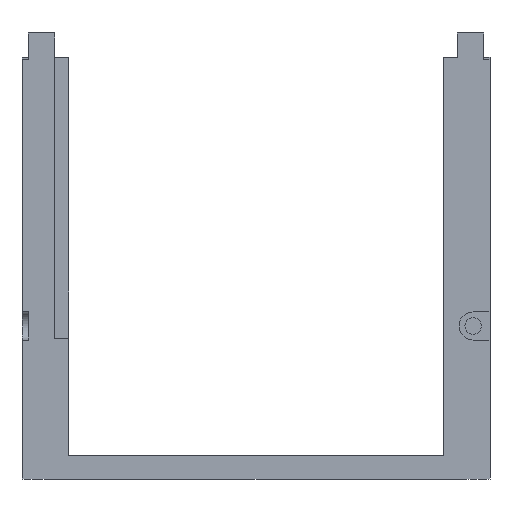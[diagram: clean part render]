
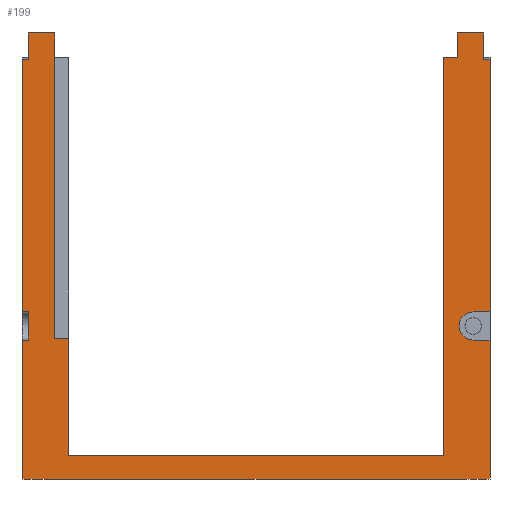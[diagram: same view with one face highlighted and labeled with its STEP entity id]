
A CAD part, left-side view. The second image highlights one B-rep face of the part: STEP entity #199.
In plain terms, the highlighted planar face has unit normal (-1, 0, 0).
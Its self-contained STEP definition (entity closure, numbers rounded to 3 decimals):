
#21 = EDGE_CURVE('',#22,#24,#26,.T.);
#22 = VERTEX_POINT('',#23);
#23 = CARTESIAN_POINT('',(-50.,50.,0.));
#24 = VERTEX_POINT('',#25);
#25 = CARTESIAN_POINT('',(-50.,-50.,0.));
#26 = LINE('',#27,#28);
#27 = CARTESIAN_POINT('',(-50.,50.,0.));
#28 = VECTOR('',#29,1.);
#29 = DIRECTION('',(0.,-1.,0.));
#199 = ADVANCED_FACE('',(#200),#386,.T.);
#200 = FACE_BOUND('',#201,.T.);
#201 = EDGE_LOOP('',(#202,#210,#211,#219,#227,#236,#244,#252,#260,#268,
    #276,#284,#292,#300,#308,#316,#324,#332,#340,#348,#356,#364,#372,
    #380));
#202 = ORIENTED_EDGE('',*,*,#203,.F.);
#203 = EDGE_CURVE('',#22,#204,#206,.T.);
#204 = VERTEX_POINT('',#205);
#205 = CARTESIAN_POINT('',(-50.,50.,29.7));
#206 = LINE('',#207,#208);
#207 = CARTESIAN_POINT('',(-50.,50.,90.1));
#208 = VECTOR('',#209,1.);
#209 = DIRECTION('',(0.,0.,1.));
#210 = ORIENTED_EDGE('',*,*,#21,.T.);
#211 = ORIENTED_EDGE('',*,*,#212,.T.);
#212 = EDGE_CURVE('',#24,#213,#215,.T.);
#213 = VERTEX_POINT('',#214);
#214 = CARTESIAN_POINT('',(-50.,-50.,29.7));
#215 = LINE('',#216,#217);
#216 = CARTESIAN_POINT('',(-50.,-50.,0.));
#217 = VECTOR('',#218,1.);
#218 = DIRECTION('',(0.,0.,1.));
#219 = ORIENTED_EDGE('',*,*,#220,.T.);
#220 = EDGE_CURVE('',#213,#221,#223,.T.);
#221 = VERTEX_POINT('',#222);
#222 = CARTESIAN_POINT('',(-50.,-46.4,29.7));
#223 = LINE('',#224,#225);
#224 = CARTESIAN_POINT('',(-50.,-50.,29.7));
#225 = VECTOR('',#226,1.);
#226 = DIRECTION('',(0.,1.,0.));
#227 = ORIENTED_EDGE('',*,*,#228,.F.);
#228 = EDGE_CURVE('',#229,#221,#231,.T.);
#229 = VERTEX_POINT('',#230);
#230 = CARTESIAN_POINT('',(-50.,-46.4,35.7));
#231 = CIRCLE('',#232,3.);
#232 = AXIS2_PLACEMENT_3D('',#233,#234,#235);
#233 = CARTESIAN_POINT('',(-50.,-46.4,32.7));
#234 = DIRECTION('',(-1.,0.,0.));
#235 = DIRECTION('',(0.,-1.,0.));
#236 = ORIENTED_EDGE('',*,*,#237,.T.);
#237 = EDGE_CURVE('',#229,#238,#240,.T.);
#238 = VERTEX_POINT('',#239);
#239 = CARTESIAN_POINT('',(-50.,-50.,35.7));
#240 = LINE('',#241,#242);
#241 = CARTESIAN_POINT('',(-50.,-46.4,35.7));
#242 = VECTOR('',#243,1.);
#243 = DIRECTION('',(0.,-1.,0.));
#244 = ORIENTED_EDGE('',*,*,#245,.T.);
#245 = EDGE_CURVE('',#238,#246,#248,.T.);
#246 = VERTEX_POINT('',#247);
#247 = CARTESIAN_POINT('',(-50.,-50.,89.7));
#248 = LINE('',#249,#250);
#249 = CARTESIAN_POINT('',(-50.,-50.,0.));
#250 = VECTOR('',#251,1.);
#251 = DIRECTION('',(0.,0.,1.));
#252 = ORIENTED_EDGE('',*,*,#253,.T.);
#253 = EDGE_CURVE('',#246,#254,#256,.T.);
#254 = VERTEX_POINT('',#255);
#255 = CARTESIAN_POINT('',(-50.,-48.7,89.7));
#256 = LINE('',#257,#258);
#257 = CARTESIAN_POINT('',(-50.,-50.,89.7));
#258 = VECTOR('',#259,1.);
#259 = DIRECTION('',(0.,1.,0.));
#260 = ORIENTED_EDGE('',*,*,#261,.T.);
#261 = EDGE_CURVE('',#254,#262,#264,.T.);
#262 = VERTEX_POINT('',#263);
#263 = CARTESIAN_POINT('',(-50.,-48.7,95.3));
#264 = LINE('',#265,#266);
#265 = CARTESIAN_POINT('',(-50.,-48.7,89.7));
#266 = VECTOR('',#267,1.);
#267 = DIRECTION('',(0.,0.,1.));
#268 = ORIENTED_EDGE('',*,*,#269,.T.);
#269 = EDGE_CURVE('',#262,#270,#272,.T.);
#270 = VERTEX_POINT('',#271);
#271 = CARTESIAN_POINT('',(-50.,-43.,95.3));
#272 = LINE('',#273,#274);
#273 = CARTESIAN_POINT('',(-50.,-50.,95.3));
#274 = VECTOR('',#275,1.);
#275 = DIRECTION('',(0.,1.,0.));
#276 = ORIENTED_EDGE('',*,*,#277,.F.);
#277 = EDGE_CURVE('',#278,#270,#280,.T.);
#278 = VERTEX_POINT('',#279);
#279 = CARTESIAN_POINT('',(-50.,-43.,90.1));
#280 = LINE('',#281,#282);
#281 = CARTESIAN_POINT('',(-50.,-43.,90.1));
#282 = VECTOR('',#283,1.);
#283 = DIRECTION('',(0.,0.,1.));
#284 = ORIENTED_EDGE('',*,*,#285,.T.);
#285 = EDGE_CURVE('',#278,#286,#288,.T.);
#286 = VERTEX_POINT('',#287);
#287 = CARTESIAN_POINT('',(-50.,-40.,90.1));
#288 = LINE('',#289,#290);
#289 = CARTESIAN_POINT('',(-50.,-50.,90.1));
#290 = VECTOR('',#291,1.);
#291 = DIRECTION('',(0.,1.,0.));
#292 = ORIENTED_EDGE('',*,*,#293,.F.);
#293 = EDGE_CURVE('',#294,#286,#296,.T.);
#294 = VERTEX_POINT('',#295);
#295 = CARTESIAN_POINT('',(-50.,-40.,5.));
#296 = LINE('',#297,#298);
#297 = CARTESIAN_POINT('',(-50.,-40.,30.1));
#298 = VECTOR('',#299,1.);
#299 = DIRECTION('',(0.,0.,1.));
#300 = ORIENTED_EDGE('',*,*,#301,.F.);
#301 = EDGE_CURVE('',#302,#294,#304,.T.);
#302 = VERTEX_POINT('',#303);
#303 = CARTESIAN_POINT('',(-50.,40.,5.));
#304 = LINE('',#305,#306);
#305 = CARTESIAN_POINT('',(-50.,50.,5.));
#306 = VECTOR('',#307,1.);
#307 = DIRECTION('',(0.,-1.,0.));
#308 = ORIENTED_EDGE('',*,*,#309,.T.);
#309 = EDGE_CURVE('',#302,#310,#312,.T.);
#310 = VERTEX_POINT('',#311);
#311 = CARTESIAN_POINT('',(-50.,40.,30.1));
#312 = LINE('',#313,#314);
#313 = CARTESIAN_POINT('',(-50.,40.,5.));
#314 = VECTOR('',#315,1.);
#315 = DIRECTION('',(0.,0.,1.));
#316 = ORIENTED_EDGE('',*,*,#317,.T.);
#317 = EDGE_CURVE('',#310,#318,#320,.T.);
#318 = VERTEX_POINT('',#319);
#319 = CARTESIAN_POINT('',(-50.,43.,30.1));
#320 = LINE('',#321,#322);
#321 = CARTESIAN_POINT('',(-50.,40.,30.1));
#322 = VECTOR('',#323,1.);
#323 = DIRECTION('',(0.,1.,0.));
#324 = ORIENTED_EDGE('',*,*,#325,.T.);
#325 = EDGE_CURVE('',#318,#326,#328,.T.);
#326 = VERTEX_POINT('',#327);
#327 = CARTESIAN_POINT('',(-50.,43.,95.3));
#328 = LINE('',#329,#330);
#329 = CARTESIAN_POINT('',(-50.,43.,30.1));
#330 = VECTOR('',#331,1.);
#331 = DIRECTION('',(0.,0.,1.));
#332 = ORIENTED_EDGE('',*,*,#333,.T.);
#333 = EDGE_CURVE('',#326,#334,#336,.T.);
#334 = VERTEX_POINT('',#335);
#335 = CARTESIAN_POINT('',(-50.,48.7,95.3));
#336 = LINE('',#337,#338);
#337 = CARTESIAN_POINT('',(-50.,43.,95.3));
#338 = VECTOR('',#339,1.);
#339 = DIRECTION('',(0.,1.,0.));
#340 = ORIENTED_EDGE('',*,*,#341,.T.);
#341 = EDGE_CURVE('',#334,#342,#344,.T.);
#342 = VERTEX_POINT('',#343);
#343 = CARTESIAN_POINT('',(-50.,48.7,89.7));
#344 = LINE('',#345,#346);
#345 = CARTESIAN_POINT('',(-50.,48.7,95.3));
#346 = VECTOR('',#347,1.);
#347 = DIRECTION('',(0.,0.,-1.));
#348 = ORIENTED_EDGE('',*,*,#349,.F.);
#349 = EDGE_CURVE('',#350,#342,#352,.T.);
#350 = VERTEX_POINT('',#351);
#351 = CARTESIAN_POINT('',(-50.,50.,89.7));
#352 = LINE('',#353,#354);
#353 = CARTESIAN_POINT('',(-50.,50.,89.7));
#354 = VECTOR('',#355,1.);
#355 = DIRECTION('',(0.,-1.,0.));
#356 = ORIENTED_EDGE('',*,*,#357,.F.);
#357 = EDGE_CURVE('',#358,#350,#360,.T.);
#358 = VERTEX_POINT('',#359);
#359 = CARTESIAN_POINT('',(-50.,50.,35.7));
#360 = LINE('',#361,#362);
#361 = CARTESIAN_POINT('',(-50.,50.,90.1));
#362 = VECTOR('',#363,1.);
#363 = DIRECTION('',(0.,0.,1.));
#364 = ORIENTED_EDGE('',*,*,#365,.T.);
#365 = EDGE_CURVE('',#358,#366,#368,.T.);
#366 = VERTEX_POINT('',#367);
#367 = CARTESIAN_POINT('',(-50.,48.7,35.7));
#368 = LINE('',#369,#370);
#369 = CARTESIAN_POINT('',(-50.,50.,35.7));
#370 = VECTOR('',#371,1.);
#371 = DIRECTION('',(0.,-1.,0.));
#372 = ORIENTED_EDGE('',*,*,#373,.T.);
#373 = EDGE_CURVE('',#366,#374,#376,.T.);
#374 = VERTEX_POINT('',#375);
#375 = CARTESIAN_POINT('',(-50.,48.7,29.7));
#376 = LINE('',#377,#378);
#377 = CARTESIAN_POINT('',(-50.,48.7,35.7));
#378 = VECTOR('',#379,1.);
#379 = DIRECTION('',(0.,0.,-1.));
#380 = ORIENTED_EDGE('',*,*,#381,.F.);
#381 = EDGE_CURVE('',#204,#374,#382,.T.);
#382 = LINE('',#383,#384);
#383 = CARTESIAN_POINT('',(-50.,50.,29.7));
#384 = VECTOR('',#385,1.);
#385 = DIRECTION('',(0.,-1.,0.));
#386 = PLANE('',#387);
#387 = AXIS2_PLACEMENT_3D('',#388,#389,#390);
#388 = CARTESIAN_POINT('',(-50.,0.315,35.424));
#389 = DIRECTION('',(-1.,0.,0.));
#390 = DIRECTION('',(0.,0.,-1.));
